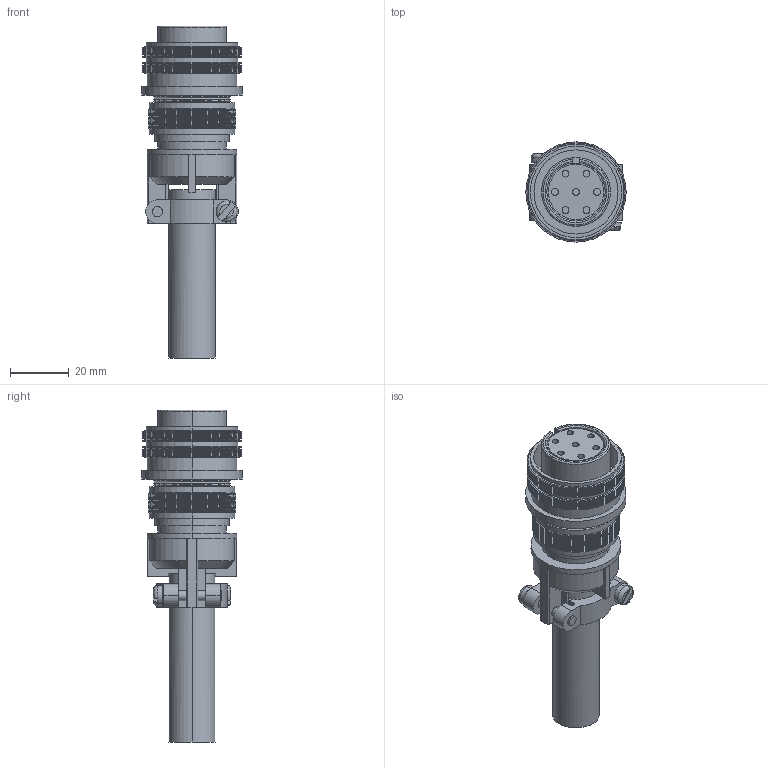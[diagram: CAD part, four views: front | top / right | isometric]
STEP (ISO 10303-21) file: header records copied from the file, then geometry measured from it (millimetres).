
FILE_DESCRIPTION (( 'STEP AP203' ), '1' );
FILE_NAME ('A0135-1-CN.STEP', '2013-11-19T14:03:16', ( '' ), ( '' ), 'SwSTEP 2.0', 'SolidWorks 2012', '' );
FILE_SCHEMA (( 'CONFIG_CONTROL_DESIGN' ));
Length unit declared in the file: inch
Products named in the file (1): A0135-1-CN
Bounding box: 34.04 x 34.04 x 112.7 mm (x, y, z)
Volume: 39101.6 mm3; surface area: 20457 mm2
Topology: 1 solids, 1 shells, 385 faces, 886 edges, 530 vertices
Faces by surface type: cone 170, plane 110, cylinder 93, torus 12
Entity records: 11005 total; most frequent: DIRECTION 2048, CARTESIAN_POINT 1938, ORIENTED_EDGE 1772, EDGE_CURVE 886, AXIS2_PLACEMENT_3D 796, VERTEX_POINT 530, LINE 456, VECTOR 456
